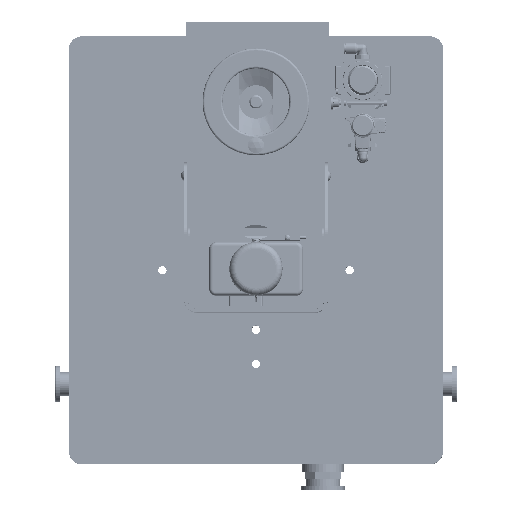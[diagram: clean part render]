
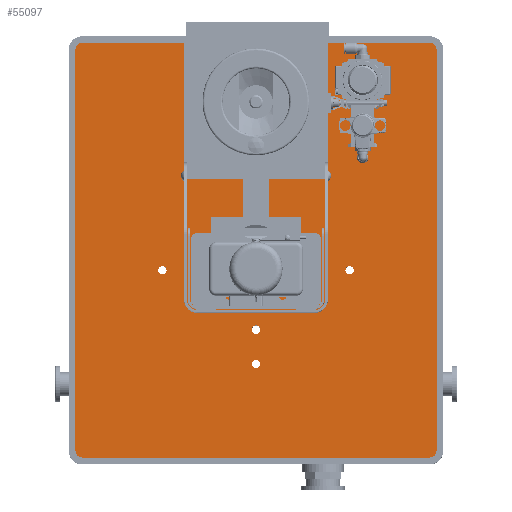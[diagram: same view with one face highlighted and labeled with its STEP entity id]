
A CAD part, top view. The second image highlights one B-rep face of the part: STEP entity #55097.
In plain terms, the highlighted planar face has unit normal (0, 0, 1).
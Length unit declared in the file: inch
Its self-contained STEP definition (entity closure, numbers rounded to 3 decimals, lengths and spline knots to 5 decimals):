
#54834=CARTESIAN_POINT('',(9.25,-14.095,-5.0));
#54835=VERTEX_POINT('',#54834);
#54836=CARTESIAN_POINT('',(9.0,-14.345,-5.0));
#54837=VERTEX_POINT('',#54836);
#54838=CARTESIAN_POINT('',(9.0,-14.095,-5.0));
#54839=DIRECTION('',(0.0,-0.0,-1.0));
#54840=DIRECTION('',(0.707,-0.707,0.0));
#54841=AXIS2_PLACEMENT_3D('',#54838,#54839,#54840);
#54842=CIRCLE('',#54841,0.25);
#54843=EDGE_CURVE('',#54835,#54837,#54842,.T.);
#54877=CARTESIAN_POINT('',(-4.0,-14.345,-5.0));
#54878=VERTEX_POINT('',#54877);
#54879=CARTESIAN_POINT('',(2.5,-14.345,-5.0));
#54880=DIRECTION('',(1.0,0.0,0.0));
#54881=VECTOR('',#54880,1.0);
#54882=LINE('',#54879,#54881);
#54883=EDGE_CURVE('',#54878,#54837,#54882,.T.);
#54907=ORIENTED_EDGE('',*,*,#54843,.F.);
#54908=CARTESIAN_POINT('',(9.25,0.905,-5.0));
#54909=VERTEX_POINT('',#54908);
#54910=CARTESIAN_POINT('',(9.25,-6.595,-5.0));
#54911=DIRECTION('',(0.0,1.0,-0.0));
#54912=VECTOR('',#54911,1.0);
#54913=LINE('',#54910,#54912);
#54914=EDGE_CURVE('',#54835,#54909,#54913,.T.);
#54915=ORIENTED_EDGE('',*,*,#54914,.T.);
#54916=CARTESIAN_POINT('',(9.0,1.155,-5.0));
#54917=VERTEX_POINT('',#54916);
#54918=CARTESIAN_POINT('',(9.0,0.905,-5.0));
#54919=DIRECTION('',(0.0,-0.0,-1.0));
#54920=DIRECTION('',(0.707,0.707,0.0));
#54921=AXIS2_PLACEMENT_3D('',#54918,#54919,#54920);
#54922=CIRCLE('',#54921,0.25);
#54923=EDGE_CURVE('',#54917,#54909,#54922,.T.);
#54924=ORIENTED_EDGE('',*,*,#54923,.F.);
#54925=CARTESIAN_POINT('',(-4.0,1.155,-5.0));
#54926=VERTEX_POINT('',#54925);
#54927=CARTESIAN_POINT('',(2.5,1.155,-5.0));
#54928=DIRECTION('',(1.0,0.0,0.0));
#54929=VECTOR('',#54928,1.0);
#54930=LINE('',#54927,#54929);
#54931=EDGE_CURVE('',#54926,#54917,#54930,.T.);
#54932=ORIENTED_EDGE('',*,*,#54931,.F.);
#54933=CARTESIAN_POINT('',(-4.25,0.905,-5.0));
#54934=VERTEX_POINT('',#54933);
#54935=CARTESIAN_POINT('',(-4.0,0.905,-5.0));
#54936=DIRECTION('',(0.0,-0.0,-1.0));
#54937=DIRECTION('',(-0.707,0.707,0.0));
#54938=AXIS2_PLACEMENT_3D('',#54935,#54936,#54937);
#54939=CIRCLE('',#54938,0.25);
#54940=EDGE_CURVE('',#54934,#54926,#54939,.T.);
#54941=ORIENTED_EDGE('',*,*,#54940,.F.);
#54942=CARTESIAN_POINT('',(-4.25,-14.095,-5.0));
#54943=VERTEX_POINT('',#54942);
#54944=CARTESIAN_POINT('',(-4.25,-6.595,-5.0));
#54945=DIRECTION('',(0.0,-1.0,0.0));
#54946=VECTOR('',#54945,1.0);
#54947=LINE('',#54944,#54946);
#54948=EDGE_CURVE('',#54934,#54943,#54947,.T.);
#54949=ORIENTED_EDGE('',*,*,#54948,.T.);
#54950=CARTESIAN_POINT('',(-4.0,-14.095,-5.0));
#54951=DIRECTION('',(0.0,-0.0,-1.0));
#54952=DIRECTION('',(-0.707,-0.707,0.0));
#54953=AXIS2_PLACEMENT_3D('',#54950,#54951,#54952);
#54954=CIRCLE('',#54953,0.25);
#54955=EDGE_CURVE('',#54878,#54943,#54954,.T.);
#54956=ORIENTED_EDGE('',*,*,#54955,.F.);
#54957=ORIENTED_EDGE('',*,*,#54883,.T.);
#54958=EDGE_LOOP('',(#54907,#54915,#54924,#54932,#54941,#54949,#54956,#54957));
#54959=FACE_OUTER_BOUND('',#54958,.T.);
#54960=CARTESIAN_POINT('',(2.6565,-10.845,-5.0));
#54961=VERTEX_POINT('',#54960);
#54962=CARTESIAN_POINT('',(2.5,-10.845,-5.0));
#54963=DIRECTION('',(0.0,-0.0,-1.0));
#54964=DIRECTION('',(1.0,0.0,0.0));
#54965=AXIS2_PLACEMENT_3D('',#54962,#54963,#54964);
#54966=CIRCLE('',#54965,0.1565);
#54967=EDGE_CURVE('',#54961,#54961,#54966,.T.);
#54968=ORIENTED_EDGE('',*,*,#54967,.T.);
#54969=EDGE_LOOP('',(#54968));
#54970=FACE_BOUND('',#54969,.T.);
#54971=CARTESIAN_POINT('',(2.6565,-9.56375,-5.0));
#54972=VERTEX_POINT('',#54971);
#54973=CARTESIAN_POINT('',(2.5,-9.56375,-5.0));
#54974=DIRECTION('',(0.0,-0.0,-1.0));
#54975=DIRECTION('',(1.0,0.0,0.0));
#54976=AXIS2_PLACEMENT_3D('',#54973,#54974,#54975);
#54977=CIRCLE('',#54976,0.1565);
#54978=EDGE_CURVE('',#54972,#54972,#54977,.T.);
#54979=ORIENTED_EDGE('',*,*,#54978,.T.);
#54980=EDGE_LOOP('',(#54979));
#54981=FACE_BOUND('',#54980,.T.);
#54982=CARTESIAN_POINT('',(0.43775,-7.345,-5.0));
#54983=VERTEX_POINT('',#54982);
#54984=CARTESIAN_POINT('',(0.28125,-7.345,-5.0));
#54985=DIRECTION('',(0.0,-0.0,-1.0));
#54986=DIRECTION('',(1.0,0.0,0.0));
#54987=AXIS2_PLACEMENT_3D('',#54984,#54985,#54986);
#54988=CIRCLE('',#54987,0.1565);
#54989=EDGE_CURVE('',#54983,#54983,#54988,.T.);
#54990=ORIENTED_EDGE('',*,*,#54989,.T.);
#54991=EDGE_LOOP('',(#54990));
#54992=FACE_BOUND('',#54991,.T.);
#54993=CARTESIAN_POINT('',(-0.8435,-7.345,-5.0));
#54994=VERTEX_POINT('',#54993);
#54995=CARTESIAN_POINT('',(-1.0,-7.345,-5.0));
#54996=DIRECTION('',(0.0,-0.0,-1.0));
#54997=DIRECTION('',(1.0,0.0,0.0));
#54998=AXIS2_PLACEMENT_3D('',#54995,#54996,#54997);
#54999=CIRCLE('',#54998,0.1565);
#55000=EDGE_CURVE('',#54994,#54994,#54999,.T.);
#55001=ORIENTED_EDGE('',*,*,#55000,.T.);
#55002=EDGE_LOOP('',(#55001));
#55003=FACE_BOUND('',#55002,.T.);
#55004=CARTESIAN_POINT('',(4.87525,-7.345,-5.0));
#55005=VERTEX_POINT('',#55004);
#55006=CARTESIAN_POINT('',(4.71875,-7.345,-5.0));
#55007=DIRECTION('',(0.0,-0.0,-1.0));
#55008=DIRECTION('',(1.0,0.0,0.0));
#55009=AXIS2_PLACEMENT_3D('',#55006,#55007,#55008);
#55010=CIRCLE('',#55009,0.1565);
#55011=EDGE_CURVE('',#55005,#55005,#55010,.T.);
#55012=ORIENTED_EDGE('',*,*,#55011,.T.);
#55013=EDGE_LOOP('',(#55012));
#55014=FACE_BOUND('',#55013,.T.);
#55015=CARTESIAN_POINT('',(6.1565,-7.345,-5.0));
#55016=VERTEX_POINT('',#55015);
#55017=CARTESIAN_POINT('',(6.0,-7.345,-5.0));
#55018=DIRECTION('',(0.0,-0.0,-1.0));
#55019=DIRECTION('',(1.0,0.0,0.0));
#55020=AXIS2_PLACEMENT_3D('',#55017,#55018,#55019);
#55021=CIRCLE('',#55020,0.1565);
#55022=EDGE_CURVE('',#55016,#55016,#55021,.T.);
#55023=ORIENTED_EDGE('',*,*,#55022,.T.);
#55024=EDGE_LOOP('',(#55023));
#55025=FACE_BOUND('',#55024,.T.);
#55026=CARTESIAN_POINT('',(2.6565,-5.12625,-5.0));
#55027=VERTEX_POINT('',#55026);
#55028=CARTESIAN_POINT('',(2.5,-5.12625,-5.0));
#55029=DIRECTION('',(0.0,-0.0,-1.0));
#55030=DIRECTION('',(1.0,0.0,0.0));
#55031=AXIS2_PLACEMENT_3D('',#55028,#55029,#55030);
#55032=CIRCLE('',#55031,0.1565);
#55033=EDGE_CURVE('',#55027,#55027,#55032,.T.);
#55034=ORIENTED_EDGE('',*,*,#55033,.T.);
#55035=EDGE_LOOP('',(#55034));
#55036=FACE_BOUND('',#55035,.T.);
#55037=CARTESIAN_POINT('',(3.2495,-1.033,-5.0));
#55038=VERTEX_POINT('',#55037);
#55039=CARTESIAN_POINT('',(3.4995,-1.033,-5.0));
#55040=DIRECTION('',(-0.0,-0.0,-1.0));
#55041=DIRECTION('',(1.0,0.0,0.0));
#55042=AXIS2_PLACEMENT_3D('',#55039,#55040,#55041);
#55043=CIRCLE('',#55042,0.25);
#55044=EDGE_CURVE('',#55038,#55038,#55043,.T.);
#55045=ORIENTED_EDGE('',*,*,#55044,.T.);
#55046=EDGE_LOOP('',(#55045));
#55047=FACE_BOUND('',#55046,.T.);
#55048=CARTESIAN_POINT('',(2.2495,-2.22,-5.0));
#55049=VERTEX_POINT('',#55048);
#55050=CARTESIAN_POINT('',(2.4995,-2.22,-5.0));
#55051=DIRECTION('',(-0.0,-0.0,-1.0));
#55052=DIRECTION('',(1.0,0.0,0.0));
#55053=AXIS2_PLACEMENT_3D('',#55050,#55051,#55052);
#55054=CIRCLE('',#55053,0.25);
#55055=EDGE_CURVE('',#55049,#55049,#55054,.T.);
#55056=ORIENTED_EDGE('',*,*,#55055,.T.);
#55057=EDGE_LOOP('',(#55056));
#55058=FACE_BOUND('',#55057,.T.);
#55059=CARTESIAN_POINT('',(1.2505,-1.033,-5.0));
#55060=VERTEX_POINT('',#55059);
#55061=CARTESIAN_POINT('',(1.5005,-1.033,-5.0));
#55062=DIRECTION('',(-0.0,-0.0,-1.0));
#55063=DIRECTION('',(1.0,0.0,0.0));
#55064=AXIS2_PLACEMENT_3D('',#55061,#55062,#55063);
#55065=CIRCLE('',#55064,0.25);
#55066=EDGE_CURVE('',#55060,#55060,#55065,.T.);
#55067=ORIENTED_EDGE('',*,*,#55066,.T.);
#55068=EDGE_LOOP('',(#55067));
#55069=FACE_BOUND('',#55068,.T.);
#55070=CARTESIAN_POINT('',(2.2495,0.155,-5.0));
#55071=VERTEX_POINT('',#55070);
#55072=CARTESIAN_POINT('',(2.4995,0.155,-5.0));
#55073=DIRECTION('',(-0.0,-0.0,-1.0));
#55074=DIRECTION('',(1.0,0.0,0.0));
#55075=AXIS2_PLACEMENT_3D('',#55072,#55073,#55074);
#55076=CIRCLE('',#55075,0.25);
#55077=EDGE_CURVE('',#55071,#55071,#55076,.T.);
#55078=ORIENTED_EDGE('',*,*,#55077,.T.);
#55079=EDGE_LOOP('',(#55078));
#55080=FACE_BOUND('',#55079,.T.);
#55081=CARTESIAN_POINT('',(2.375,-7.345,-5.0));
#55082=VERTEX_POINT('',#55081);
#55083=CARTESIAN_POINT('',(2.5,-7.345,-5.0));
#55084=DIRECTION('',(0.0,-0.0,-1.0));
#55085=DIRECTION('',(1.0,0.0,0.0));
#55086=AXIS2_PLACEMENT_3D('',#55083,#55084,#55085);
#55087=CIRCLE('',#55086,0.125);
#55088=EDGE_CURVE('',#55082,#55082,#55087,.T.);
#55089=ORIENTED_EDGE('',*,*,#55088,.T.);
#55090=EDGE_LOOP('',(#55089));
#55091=FACE_BOUND('',#55090,.T.);
#55092=CARTESIAN_POINT('',(2.5,-6.595,-5.0));
#55093=DIRECTION('',(-0.0,0.0,1.0));
#55094=DIRECTION('',(1.0,0.0,0.0));
#55095=AXIS2_PLACEMENT_3D('',#55092,#55093,#55094);
#55096=PLANE('',#55095);
#55097=ADVANCED_FACE('',(#54959,#54970,#54981,#54992,#55003,#55014,#55025,#55036,#55047,#55058,#55069,#55080,#55091),#55096,.T.);
